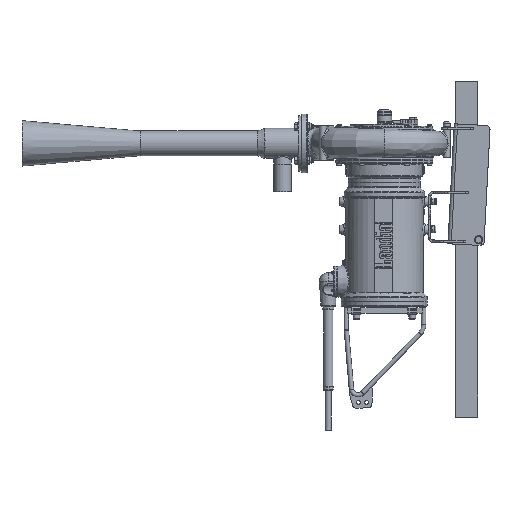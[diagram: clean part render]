
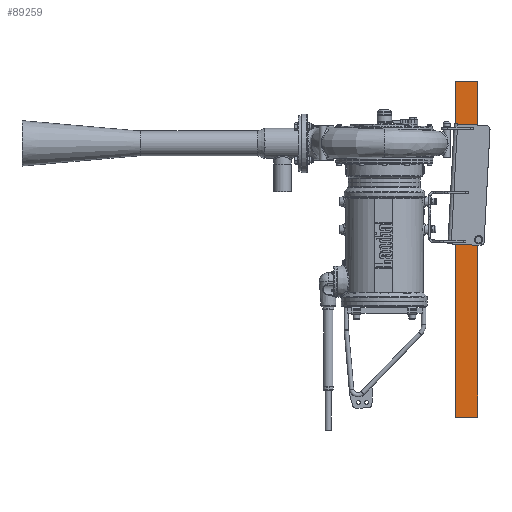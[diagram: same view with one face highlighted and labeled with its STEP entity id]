
A CAD part, top view. The second image highlights one B-rep face of the part: STEP entity #89259.
In plain terms, the highlighted planar face has unit normal (0, 0, 1).
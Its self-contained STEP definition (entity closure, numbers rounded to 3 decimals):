
#4598=PLANE('',#94484);
#7823=LINE('',#126720,#15880);
#7827=LINE('',#126730,#15884);
#7849=LINE('',#126783,#15906);
#7851=LINE('',#126789,#15908);
#7860=LINE('',#126817,#15917);
#7861=LINE('',#126818,#15918);
#7862=LINE('',#126820,#15919);
#7863=LINE('',#126821,#15920);
#15880=VECTOR('',#101977,985.394);
#15884=VECTOR('',#101985,150.206);
#15906=VECTOR('',#102027,551.864);
#15908=VECTOR('',#102031,621.685);
#15917=VECTOR('',#102054,64.312);
#15918=VECTOR('',#102055,80.);
#15919=VECTOR('',#102058,80.);
#15920=VECTOR('',#102059,3.37);
#24582=FACE_OUTER_BOUND('',#29425,.T.);
#29425=EDGE_LOOP('',(#60059,#60060,#60061,#60062,#60063,#60064,#60065,#60066,
#60067));
#35072=CIRCLE('',#94485,13.45);
#37594=VERTEX_POINT('',#126717);
#37595=VERTEX_POINT('',#126719);
#37598=VERTEX_POINT('',#126727);
#37599=VERTEX_POINT('',#126729);
#37618=VERTEX_POINT('',#126777);
#37620=VERTEX_POINT('',#126781);
#37621=VERTEX_POINT('',#126785);
#37623=VERTEX_POINT('',#126788);
#37629=VERTEX_POINT('',#126816);
#46354=EDGE_CURVE('',#37594,#37595,#7823,.T.);
#46359=EDGE_CURVE('',#37598,#37599,#7827,.T.);
#46385=EDGE_CURVE('',#37618,#37620,#7849,.T.);
#46387=EDGE_CURVE('',#37623,#37621,#7851,.T.);
#46400=EDGE_CURVE('',#37595,#37629,#7860,.T.);
#46401=EDGE_CURVE('',#37594,#37623,#7861,.T.);
#46402=EDGE_CURVE('',#37618,#37621,#35072,.T.);
#46403=EDGE_CURVE('',#37599,#37620,#7862,.T.);
#46404=EDGE_CURVE('',#37629,#37598,#7863,.T.);
#60059=ORIENTED_EDGE('',*,*,#46400,.F.);
#60060=ORIENTED_EDGE('',*,*,#46354,.F.);
#60061=ORIENTED_EDGE('',*,*,#46401,.T.);
#60062=ORIENTED_EDGE('',*,*,#46387,.T.);
#60063=ORIENTED_EDGE('',*,*,#46402,.F.);
#60064=ORIENTED_EDGE('',*,*,#46385,.T.);
#60065=ORIENTED_EDGE('',*,*,#46403,.F.);
#60066=ORIENTED_EDGE('',*,*,#46359,.F.);
#60067=ORIENTED_EDGE('',*,*,#46404,.F.);
#89259=ADVANCED_FACE('',(#24582),#4598,.T.);
#94484=AXIS2_PLACEMENT_3D('',#126815,#102052,#102053);
#94485=AXIS2_PLACEMENT_3D('',#126819,#102056,#102057);
#101977=DIRECTION('',(0.,1.,0.));
#101985=DIRECTION('',(0.,1.,0.));
#102027=DIRECTION('',(0.,1.,0.));
#102031=DIRECTION('',(0.,1.,0.));
#102052=DIRECTION('center_axis',(0.,0.,
1.));
#102053=DIRECTION('ref_axis',(1.,0.,0.));
#102054=DIRECTION('',(0.052,0.999,0.));
#102055=DIRECTION('',(1.,0.,0.));
#102056=DIRECTION('center_axis',(0.,0.,
1.));
#102057=DIRECTION('ref_axis',(0.997,-0.072,0.));
#102058=DIRECTION('',(1.,0.,0.));
#102059=DIRECTION('',(-0.999,0.052,0.));
#126717=CARTESIAN_POINT('',(255.04,-840.083,40.));
#126719=CARTESIAN_POINT('',(255.04,145.31,40.));
#126720=CARTESIAN_POINT('',(255.04,-840.083,40.));
#126727=CARTESIAN_POINT('',(255.04,209.711,40.));
#126729=CARTESIAN_POINT('',(255.04,359.917,40.));
#126730=CARTESIAN_POINT('',(255.04,-840.083,40.));
#126777=CARTESIAN_POINT('',(335.04,-191.948,40.));
#126781=CARTESIAN_POINT('',(335.04,359.917,40.));
#126783=CARTESIAN_POINT('',(335.04,-840.083,40.));
#126785=CARTESIAN_POINT('',(335.04,-218.398,40.));
#126788=CARTESIAN_POINT('',(335.04,-840.083,40.));
#126789=CARTESIAN_POINT('',(335.04,-840.083,40.));
#126815=CARTESIAN_POINT('Origin',(255.04,-840.083,40.));
#126816=CARTESIAN_POINT('',(258.406,209.535,40.));
#126817=CARTESIAN_POINT('',(247.153,-5.171,40.));
#126818=CARTESIAN_POINT('',(255.04,-840.083,40.));
#126819=CARTESIAN_POINT('Origin',(337.489,-205.173,40.));
#126820=CARTESIAN_POINT('',(255.04,359.917,40.));
#126821=CARTESIAN_POINT('',(285.876,208.095,40.));
